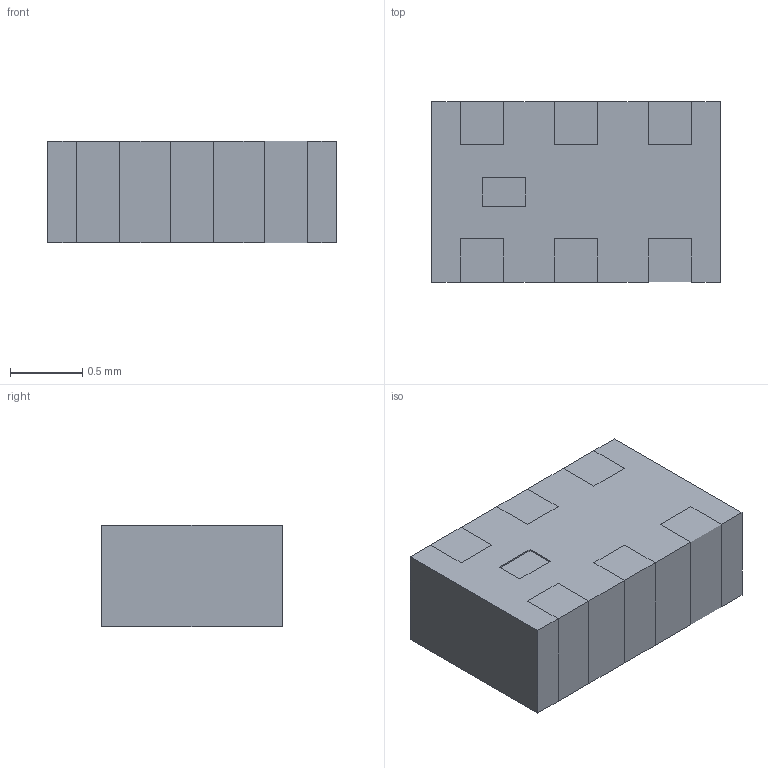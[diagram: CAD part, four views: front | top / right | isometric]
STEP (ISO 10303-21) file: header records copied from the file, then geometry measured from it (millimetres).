
FILE_DESCRIPTION(('FreeCAD Model'),'2;1');
FILE_NAME('Johanson_0896BM15A0032.step' ,'2018-02-18T13:35:58',('Author'),(''), 'Open CASCADE STEP processor 6.8','FreeCAD','Unknown');
FILE_SCHEMA(('AUTOMOTIVE_DESIGN_CC2 { 1 2 10303 214 -1 1 5 4 }'));
Length unit declared in the file: millimetre
Products named in the file (1): Fusion
Bounding box: 2 x 1.25 x 0.7 mm (x, y, z)
Volume: 1.7 mm3; surface area: 9.6 mm2
Topology: 1 solids, 1 shells, 47 faces, 124 edges, 80 vertices
Faces by surface type: plane 47
Entity records: 1759 total; most frequent: CARTESIAN_POINT 252, ORIENTED_EDGE 248, DIRECTION 220, EDGE_CURVE 124, LINE 124, VECTOR 124, VERTEX_POINT 80, AXIS2_PLACEMENT_3D 48
